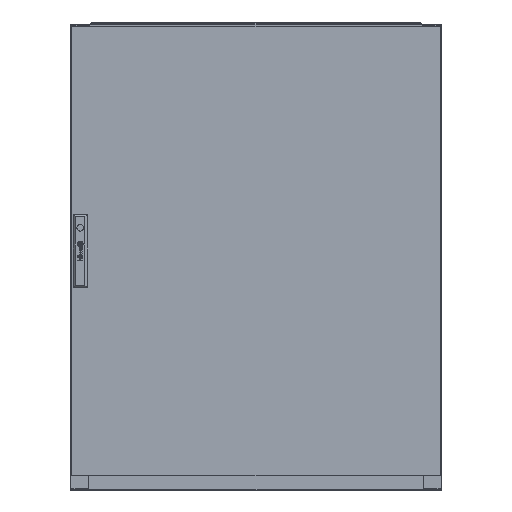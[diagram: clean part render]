
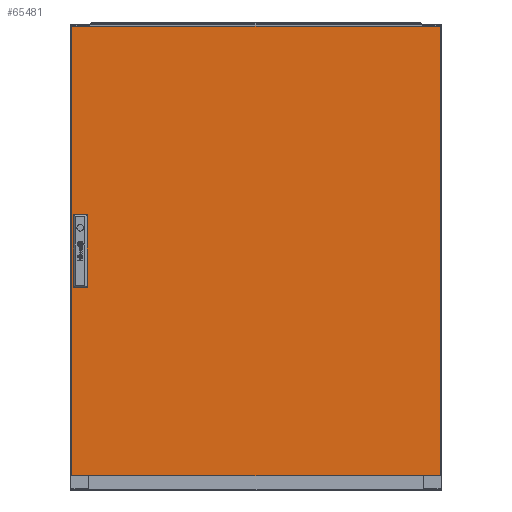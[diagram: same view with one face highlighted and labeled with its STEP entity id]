
A CAD part, top view. The second image highlights one B-rep face of the part: STEP entity #65481.
In plain terms, the highlighted planar face has unit normal (0, 0, 1).
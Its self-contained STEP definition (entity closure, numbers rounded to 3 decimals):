
#183 = EDGE_CURVE ( 'NONE', #55526, #18820, #58865, .T. ) ;
#4526 = DIRECTION ( 'NONE',  ( 0., 1., 0. ) ) ;
#5494 = EDGE_CURVE ( 'NONE', #55526, #24822, #71230, .T. ) ;
#7521 = VERTEX_POINT ( 'NONE', #39332 ) ;
#8446 = VERTEX_POINT ( 'NONE', #63380 ) ;
#12046 = VERTEX_POINT ( 'NONE', #16237 ) ;
#14913 = CARTESIAN_POINT ( 'NONE',  ( -393.4, 78.5, 0. ) ) ;
#16237 = CARTESIAN_POINT ( 'NONE',  ( -397., -483.5, 0. ) ) ;
#16557 = DIRECTION ( 'NONE',  ( 0., 0., 1. ) ) ;
#17789 = CARTESIAN_POINT ( 'NONE',  ( -393.4, 78.5, 0. ) ) ;
#18396 = ORIENTED_EDGE ( 'NONE', *, *, #183, .T. ) ;
#18743 = DIRECTION ( 'NONE',  ( -1., 0., 0. ) ) ;
#18820 = VERTEX_POINT ( 'NONE', #55233 ) ;
#19327 = LINE ( 'NONE', #49279, #95484 ) ;
#19941 = EDGE_CURVE ( 'NONE', #7521, #53762, #50844, .T. ) ;
#20217 = EDGE_CURVE ( 'NONE', #12046, #8446, #59081, .T. ) ;
#20779 = EDGE_LOOP ( 'NONE', ( #18396, #79619, #33839, #31904 ) ) ;
#21245 = EDGE_CURVE ( 'NONE', #8446, #7521, #53931, .T. ) ;
#22786 = EDGE_LOOP ( 'NONE', ( #89552, #65873, #73082, #23639 ) ) ;
#23639 = ORIENTED_EDGE ( 'NONE', *, *, #20217, .T. ) ;
#24822 = VERTEX_POINT ( 'NONE', #68079 ) ;
#26517 = VECTOR ( 'NONE', #64518, 1000. ) ;
#27400 = CARTESIAN_POINT ( 'NONE',  ( -363., -78.5, 0. ) ) ;
#28776 = CARTESIAN_POINT ( 'NONE',  ( -397., 483.5, 0. ) ) ;
#28898 = LINE ( 'NONE', #64192, #26517 ) ;
#30288 = EDGE_CURVE ( 'NONE', #18820, #54097, #19327, .T. ) ;
#31144 = VECTOR ( 'NONE', #18743, 1000. ) ;
#31904 = ORIENTED_EDGE ( 'NONE', *, *, #5494, .F. ) ;
#32782 = VECTOR ( 'NONE', #47083, 1000. ) ;
#33262 = FACE_OUTER_BOUND ( 'NONE', #22786, .T. ) ;
#33839 = ORIENTED_EDGE ( 'NONE', *, *, #70287, .F. ) ;
#34216 = VECTOR ( 'NONE', #4526, 1000. ) ;
#36831 = VECTOR ( 'NONE', #40145, 1000. ) ;
#37146 = EDGE_CURVE ( 'NONE', #53762, #12046, #89365, .T. ) ;
#39332 = CARTESIAN_POINT ( 'NONE',  ( 397., 483.5, 0. ) ) ;
#40145 = DIRECTION ( 'NONE',  ( 1., 0., 0. ) ) ;
#45302 = CARTESIAN_POINT ( 'NONE',  ( 0., 0., 0. ) ) ;
#47083 = DIRECTION ( 'NONE',  ( 0., -1., 0. ) ) ;
#49107 = CARTESIAN_POINT ( 'NONE',  ( -393.4, 0., 0. ) ) ;
#49279 = CARTESIAN_POINT ( 'NONE',  ( -363., 0., 0. ) ) ;
#50844 = LINE ( 'NONE', #92295, #31144 ) ;
#53762 = VERTEX_POINT ( 'NONE', #28776 ) ;
#53931 = LINE ( 'NONE', #78253, #34216 ) ;
#54097 = VERTEX_POINT ( 'NONE', #27400 ) ;
#55233 = CARTESIAN_POINT ( 'NONE',  ( -363., 78.5, 0. ) ) ;
#55526 = VERTEX_POINT ( 'NONE', #14913 ) ;
#58245 = CARTESIAN_POINT ( 'NONE',  ( -397., -483.5, 0. ) ) ;
#58865 = LINE ( 'NONE', #17789, #36831 ) ;
#59081 = LINE ( 'NONE', #58245, #76334 ) ;
#63380 = CARTESIAN_POINT ( 'NONE',  ( 397., -483.5, 0. ) ) ;
#64192 = CARTESIAN_POINT ( 'NONE',  ( -393.4, -78.5, 0. ) ) ;
#64210 = DIRECTION ( 'NONE',  ( 0., -1., 0. ) ) ;
#64518 = DIRECTION ( 'NONE',  ( 1., 0., 0. ) ) ;
#65481 = ADVANCED_FACE ( 'NONE', ( #72659, #33262 ), #82722, .T. ) ;
#65706 = DIRECTION ( 'NONE',  ( 1., 0., 0. ) ) ;
#65873 = ORIENTED_EDGE ( 'NONE', *, *, #19941, .T. ) ;
#68079 = CARTESIAN_POINT ( 'NONE',  ( -393.4, -78.5, 0. ) ) ;
#68377 = DIRECTION ( 'NONE',  ( 1., 0., 0. ) ) ;
#70287 = EDGE_CURVE ( 'NONE', #24822, #54097, #28898, .T. ) ;
#71230 = LINE ( 'NONE', #49107, #90676 ) ;
#72659 = FACE_BOUND ( 'NONE', #20779, .T. ) ;
#73082 = ORIENTED_EDGE ( 'NONE', *, *, #37146, .T. ) ;
#76334 = VECTOR ( 'NONE', #65706, 1000. ) ;
#78253 = CARTESIAN_POINT ( 'NONE',  ( 397., 483.5, 0. ) ) ;
#79619 = ORIENTED_EDGE ( 'NONE', *, *, #30288, .T. ) ;
#82722 = PLANE ( 'NONE',  #92523 ) ;
#85790 = DIRECTION ( 'NONE',  ( 0., -1., 0. ) ) ;
#89365 = LINE ( 'NONE', #91207, #32782 ) ;
#89552 = ORIENTED_EDGE ( 'NONE', *, *, #21245, .T. ) ;
#90676 = VECTOR ( 'NONE', #85790, 1000. ) ;
#91207 = CARTESIAN_POINT ( 'NONE',  ( -397., 483.5, 0. ) ) ;
#92295 = CARTESIAN_POINT ( 'NONE',  ( -397., 483.5, 0. ) ) ;
#92523 = AXIS2_PLACEMENT_3D ( 'NONE', #45302, #16557, #68377 ) ;
#95484 = VECTOR ( 'NONE', #64210, 1000. ) ;
